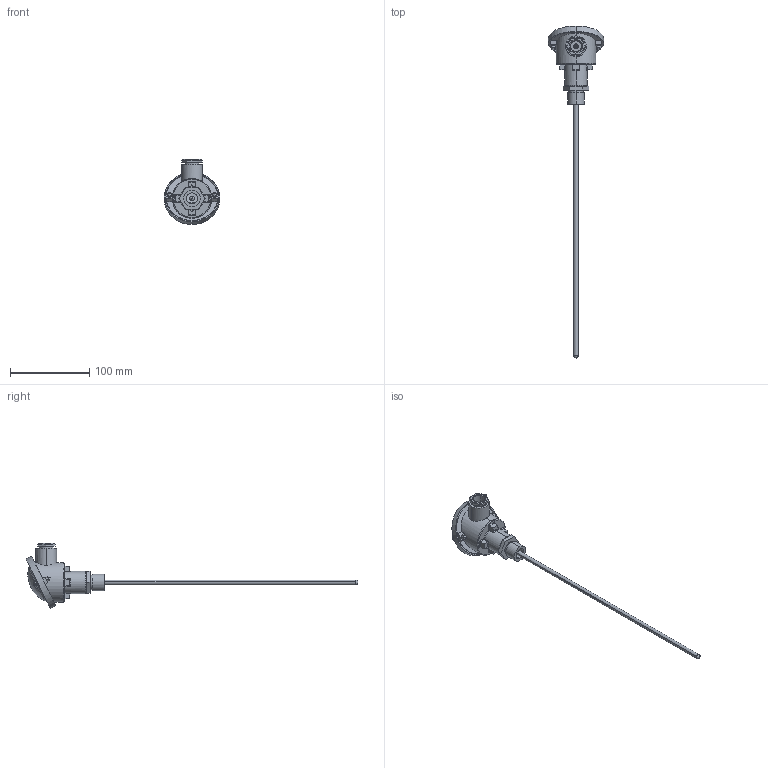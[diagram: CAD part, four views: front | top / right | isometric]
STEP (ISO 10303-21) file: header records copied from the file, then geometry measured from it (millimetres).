
FILE_DESCRIPTION (( 'STEP AP214' ), '1' );
FILE_NAME ('16-0001-BAG12.STEP', '2024-06-10T21:01:55', ( '' ), ( '' ), 'SwSTEP 2.0', 'SolidWorks 2022', '' );
FILE_SCHEMA (( 'AUTOMOTIVE_DESIGN' ));
Length unit declared in the file: millimetre
Products named in the file (18): Terminal_Lock; Schraube_M5_Kopf; Form_B_Deckel; slotted cheese head screw_din_DIN EN ISO 1207 - M4 x 16 - 16N; Anschluss-M24-G12; Anschlusskopf_Form_B - D15; Anschlusskopf_B_Deckel_Gummi; Anschlusskopf_BA_Deckel; 16-0001-BAG12; Anschlusskopf_Form_B_kompl; Anschlusskopf_Form_B_D15_Form B G12; Kopfeinsatz_Mutter; Terminal_B; MTE_6_Duplex; Scheibe_M5_Kopf; Kopfeinsatz_Quetschring; Kabelverschaubung_M20x15_Gummi; CER-Terminal_B_Body
Assembly tree (23 placements, depth 5):
  16-0001-BAG12
    Anschlusskopf_Form_B_kompl
      Anschlusskopf_Form_B - D15
        Anschlusskopf_Form_B_D15_Form B G12
        Form_B_Deckel
          Anschlusskopf_BA_Deckel
          Anschlusskopf_B_Deckel_Gummi
          Schraube_M5_Kopf  x2
          Scheibe_M5_Kopf  x2
        Kabelverschaubung_M20x15_Gummi
        Kopfeinsatz_Quetschring
        Kopfeinsatz_Mutter
      Terminal_B
        CER-Terminal_B_Body
        Terminal_Lock  x4
      slotted cheese head screw_din_DIN EN ISO 1207 - M4 x 16 - 16N  x2
    Anschluss-M24-G12
    MTE_6_Duplex
Bounding box: 69.5 x 417.84 x 81.83 mm (x, y, z)
Volume: 86878.7 mm3; surface area: 82274.2 mm2
Topology: 25 solids, 25 shells, 430 faces, 1007 edges, 633 vertices
Faces by surface type: cylinder 176, plane 175, cone 30, torus 25, sphere 16, bspline 8
Entity records: 12193 total; most frequent: CARTESIAN_POINT 2777, DIRECTION 1889, ORIENTED_EDGE 1638, EDGE_CURVE 819, AXIS2_PLACEMENT_3D 764, VERTEX_POINT 524, EDGE_LOOP 419, CIRCLE 388
